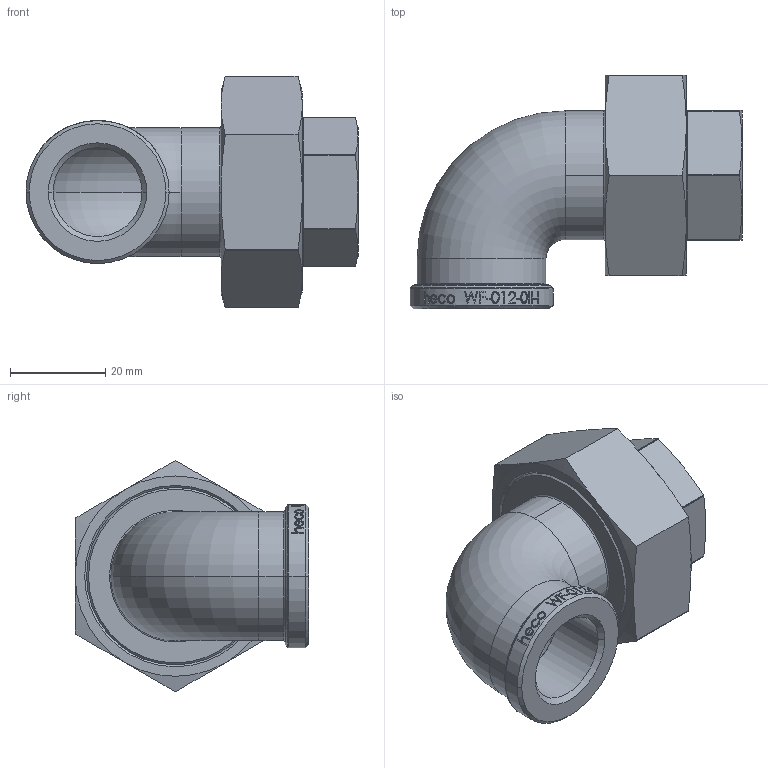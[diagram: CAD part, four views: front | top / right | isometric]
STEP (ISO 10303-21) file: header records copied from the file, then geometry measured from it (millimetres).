
FILE_DESCRIPTION (( 'STEP AP214' ), '1' );
FILE_NAME ('heco_WF-012-0II-I 1709.STEP', '2017-09-20T10:25:05', ( '' ), ( '' ), 'SwSTEP 2.0', 'SolidWorks 2016', '' );
FILE_SCHEMA (( 'AUTOMOTIVE_DESIGN' ));
Length unit declared in the file: millimetre
Products named in the file (1): heco_WF-012-0II-I 1709
Bounding box: 69.6 x 49 x 48.45 mm (x, y, z)
Volume: 33317.3 mm3; surface area: 15693.9 mm2
Topology: 1 solids, 1 shells, 276 faces, 684 edges, 439 vertices
Faces by surface type: plane 83, bspline 73, cylinder 70, cone 32, torus 18
Entity records: 19314 total; most frequent: CARTESIAN_POINT 10398, ORIENTED_EDGE 1368, DIRECTION 994, EDGE_CURVE 684, VERTEX_POINT 439, AXIS2_PLACEMENT_3D 407, EDGE_LOOP 307, ADVANCED_FACE 276
